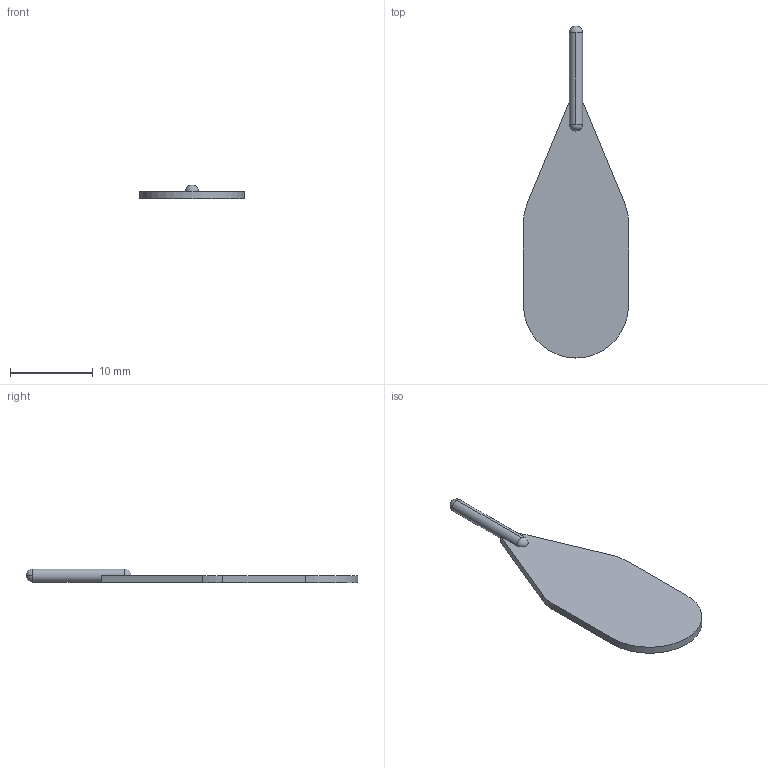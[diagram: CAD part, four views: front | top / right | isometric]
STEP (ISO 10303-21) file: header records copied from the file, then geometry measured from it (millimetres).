
FILE_DESCRIPTION (( 'STEP AP203' ), '1' );
FILE_NAME ('NNP-DWG-140-015-000 Electrode, EPI, MES, Silicone Molding Blank.STEP', '2024-06-28T20:00:32', ( '' ), ( '' ), 'SwSTEP 2.0', 'SolidWorks 2024', '' );
FILE_SCHEMA (( 'CONFIG_CONTROL_DESIGN' ));
Length unit declared in the file: inch
Products named in the file (1): NNP-DWG-140-015-000 Electrode, EPI, MES, Silicone Molding Blank
Bounding box: 12.7 x 40.15 x 1.68 mm (x, y, z)
Volume: 289.3 mm3; surface area: 716.9 mm2
Topology: 1 solids, 1 shells, 15 faces, 41 edges, 25 vertices
Faces by surface type: plane 7, cylinder 5, sphere 3
Entity records: 540 total; most frequent: DIRECTION 87, CARTESIAN_POINT 79, ORIENTED_EDGE 76, EDGE_CURVE 38, AXIS2_PLACEMENT_3D 33, VERTEX_POINT 25, VECTOR 21, LINE 21
